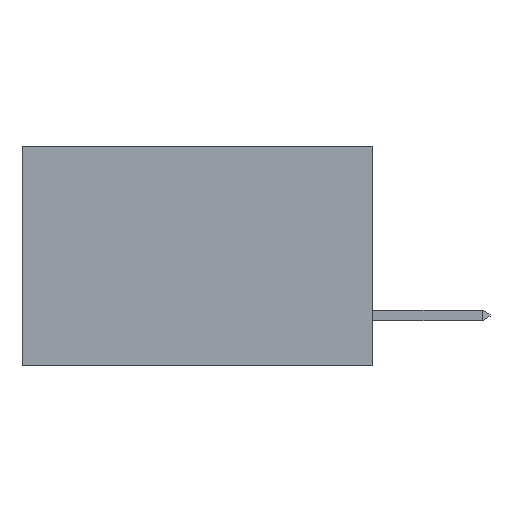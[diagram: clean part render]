
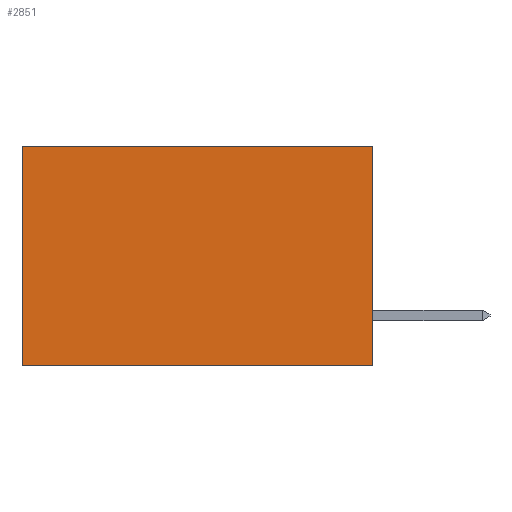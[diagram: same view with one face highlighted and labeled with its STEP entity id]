
A CAD part, left-side view. The second image highlights one B-rep face of the part: STEP entity #2851.
In plain terms, the highlighted planar face has unit normal (-1, 0, 0).
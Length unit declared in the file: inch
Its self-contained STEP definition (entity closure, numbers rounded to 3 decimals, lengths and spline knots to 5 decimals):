
#180 = LINE ( 'NONE', #5334, #3124 ) ;
#303 = CARTESIAN_POINT ( 'NONE',  ( 0.277, 0., -0.37 ) ) ;
#421 = ORIENTED_EDGE ( 'NONE', *, *, #2663, .T. ) ;
#801 = CARTESIAN_POINT ( 'NONE',  ( 0.277, 0.59, -0.37 ) ) ;
#964 = CARTESIAN_POINT ( 'NONE',  ( 0.277, 0., -0.37 ) ) ;
#985 = CARTESIAN_POINT ( 'NONE',  ( 0.277, 0.59, 0. ) ) ;
#1068 = EDGE_CURVE ( 'NONE', #6955, #2753, #180, .T. ) ;
#1097 = LINE ( 'NONE', #4509, #7123 ) ;
#1164 = AXIS2_PLACEMENT_3D ( 'NONE', #964, #2139, #6207 ) ;
#1411 = EDGE_CURVE ( 'NONE', #2753, #3215, #5739, .T. ) ;
#2139 = DIRECTION ( 'NONE',  ( 1., 0., 0. ) ) ;
#2663 = EDGE_CURVE ( 'NONE', #3498, #3215, #3140, .T. ) ;
#2753 = VERTEX_POINT ( 'NONE', #303 ) ;
#2822 = DIRECTION ( 'NONE',  ( 0., 1., 0. ) ) ;
#2851 = ADVANCED_FACE ( 'NONE', ( #3048 ), #5633, .F. ) ;
#2885 = EDGE_CURVE ( 'NONE', #6955, #3498, #1097, .T. ) ;
#3048 = FACE_OUTER_BOUND ( 'NONE', #3490, .T. ) ;
#3077 = CARTESIAN_POINT ( 'NONE',  ( 0.277, 0.59, -0.37 ) ) ;
#3124 = VECTOR ( 'NONE', #5320, 39.37008 ) ;
#3140 = LINE ( 'NONE', #801, #7214 ) ;
#3215 = VERTEX_POINT ( 'NONE', #3077 ) ;
#3490 = EDGE_LOOP ( 'NONE', ( #421, #6356, #6682, #7461 ) ) ;
#3498 = VERTEX_POINT ( 'NONE', #985 ) ;
#3845 = VECTOR ( 'NONE', #2822, 39.37008 ) ;
#4483 = CARTESIAN_POINT ( 'NONE',  ( 0.277, 0., 0. ) ) ;
#4509 = CARTESIAN_POINT ( 'NONE',  ( 0.277, 0., 0. ) ) ;
#5139 = CARTESIAN_POINT ( 'NONE',  ( 0.277, 0., -0.37 ) ) ;
#5320 = DIRECTION ( 'NONE',  ( 0., 0., -1. ) ) ;
#5334 = CARTESIAN_POINT ( 'NONE',  ( 0.277, 0., -0.37 ) ) ;
#5633 = PLANE ( 'NONE',  #1164 ) ;
#5739 = LINE ( 'NONE', #5139, #3845 ) ;
#6207 = DIRECTION ( 'NONE',  ( 0., 0., -1. ) ) ;
#6356 = ORIENTED_EDGE ( 'NONE', *, *, #1411, .F. ) ;
#6595 = DIRECTION ( 'NONE',  ( 0., 0., -1. ) ) ;
#6682 = ORIENTED_EDGE ( 'NONE', *, *, #1068, .F. ) ;
#6833 = DIRECTION ( 'NONE',  ( 0., 1., 0. ) ) ;
#6955 = VERTEX_POINT ( 'NONE', #4483 ) ;
#7123 = VECTOR ( 'NONE', #6833, 39.37008 ) ;
#7214 = VECTOR ( 'NONE', #6595, 39.37008 ) ;
#7461 = ORIENTED_EDGE ( 'NONE', *, *, #2885, .T. ) ;
